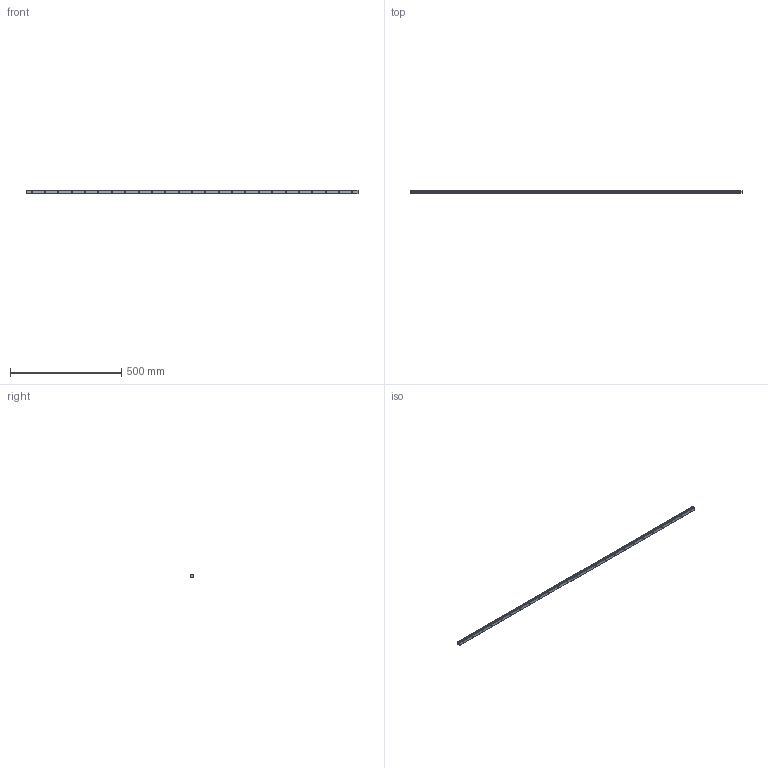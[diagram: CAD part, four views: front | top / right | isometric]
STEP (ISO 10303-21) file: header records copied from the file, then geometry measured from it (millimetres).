
FILE_DESCRIPTION (( 'STEP AP214' ), '1' );
FILE_NAME ('SHS15 1490L G25.STEP', '2021-05-25T12:47:10', ( '' ), ( '' ), 'SwSTEP 2.0', 'SolidWorks 2021', '' );
FILE_SCHEMA (( 'AUTOMOTIVE_DESIGN' ));
Length unit declared in the file: millimetre
Products named in the file (2): _SHS15C149025 Track; SHS15 1490L G25
Assembly tree (1 placements, depth 2):
  SHS15 1490L G25
    _SHS15C149025 Track
Bounding box: 1490 x 13 x 15 mm (x, y, z)
Volume: 240904.5 mm3; surface area: 89711 mm2
Topology: 1 solids, 1 shells, 170 faces, 429 edges, 286 vertices
Faces by surface type: cylinder 123, plane 47
Entity records: 5405 total; most frequent: DIRECTION 1023, CARTESIAN_POINT 889, ORIENTED_EDGE 858, EDGE_CURVE 429, AXIS2_PLACEMENT_3D 420, VERTEX_POINT 286, CIRCLE 246, EDGE_LOOP 245
